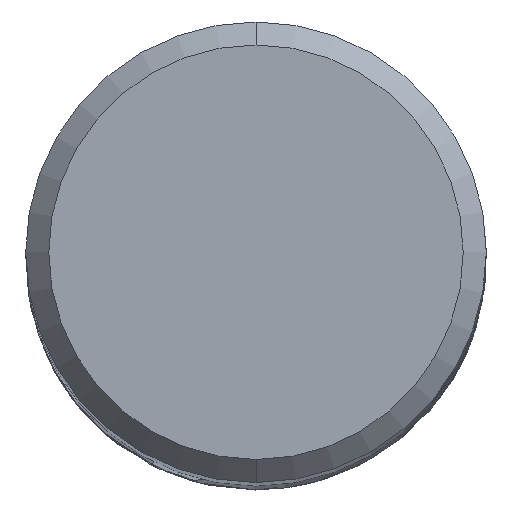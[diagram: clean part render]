
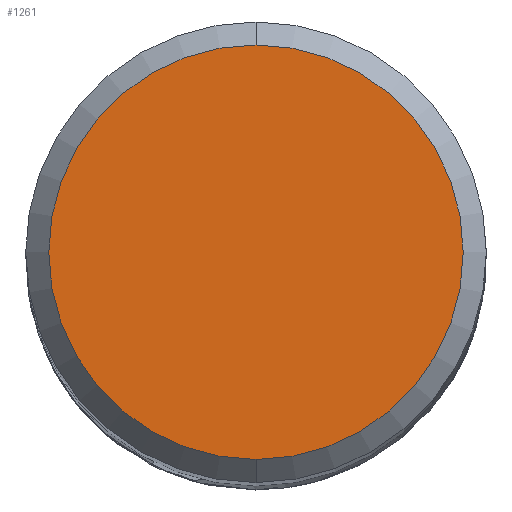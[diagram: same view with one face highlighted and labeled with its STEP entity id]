
A CAD part, top view. The second image highlights one B-rep face of the part: STEP entity #1261.
In plain terms, the highlighted planar face has unit normal (0, 0, 1).
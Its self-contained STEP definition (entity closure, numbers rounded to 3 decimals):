
#527=EDGE_CURVE('',#949,#615,#1420,.T.);
#615=VERTEX_POINT('',#1515);
#949=VERTEX_POINT('',#1883);
#1127=EDGE_CURVE('',#615,#949,#2077,.T.);
#1261=ADVANCED_FACE('',(#2222),#2223,.T.);
#1420=CIRCLE('',#2916,4.5);
#1515=CARTESIAN_POINT('',(0.0,4.5,0.0));
#1883=CARTESIAN_POINT('',(0.,-4.5,0.0));
#2077=CIRCLE('',#11699,4.5);
#2222=FACE_OUTER_BOUND('',#12353,.T.);
#2223=PLANE('',#12354);
#2916=AXIS2_PLACEMENT_3D('',#13081,#13082,#13083);
#11699=AXIS2_PLACEMENT_3D('',#13709,#13710,#13711);
#12353=EDGE_LOOP('',(#13848,#13849));
#12354=AXIS2_PLACEMENT_3D('',#13850,#13851,#13852);
#13081=CARTESIAN_POINT('',(0.0,0.0,0.0));
#13082=DIRECTION('',(0.0,0.0,-1.0));
#13083=DIRECTION('',(0.0,1.0,0.0));
#13709=CARTESIAN_POINT('',(0.0,0.0,0.0));
#13710=DIRECTION('',(0.0,0.0,-1.0));
#13711=DIRECTION('',(0.0,1.0,0.0));
#13848=ORIENTED_EDGE('',*,*,#1127,.F.);
#13849=ORIENTED_EDGE('',*,*,#527,.F.);
#13850=CARTESIAN_POINT('',(0.0,2.25,0.0));
#13851=DIRECTION('',(-0.0,0.0,1.0));
#13852=DIRECTION('',(0.0,-1.0,0.0));
